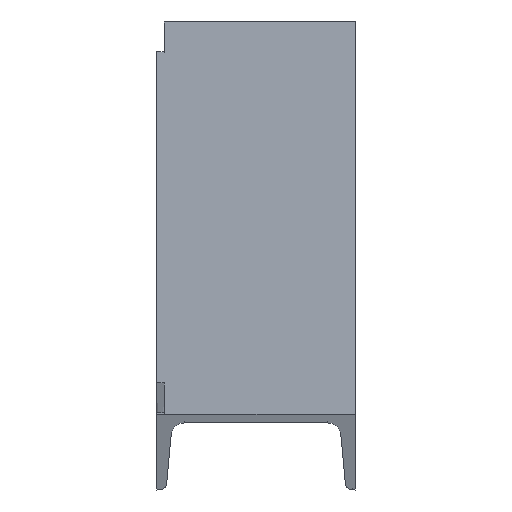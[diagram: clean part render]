
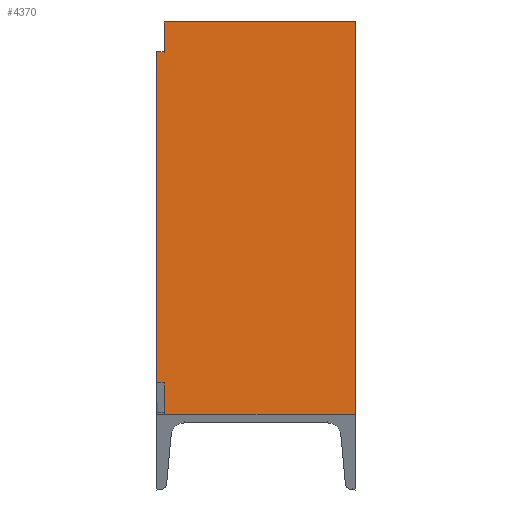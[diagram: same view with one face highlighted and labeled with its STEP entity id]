
A CAD part, left-side view. The second image highlights one B-rep face of the part: STEP entity #4370.
In plain terms, the highlighted face is planar.
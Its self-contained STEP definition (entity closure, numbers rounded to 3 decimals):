
#200=CARTESIAN_POINT('',(-32.5,90.,0.));
#210=VERTEX_POINT('',#200);
#240=CARTESIAN_POINT('',(-32.5,90.,0.));
#250=DIRECTION('',(0.,-1.,0.));
#260=VECTOR('',#250,160.);
#270=LINE('',#240,#260);
#280=CARTESIAN_POINT('',(-32.5,-70.,0.));
#290=VERTEX_POINT('',#280);
#300=EDGE_CURVE('',#210,#290,#270,.T.);
#2230=CARTESIAN_POINT('',(-32.5,84.,923.759));
#2240=VERTEX_POINT('',#2230);
#2270=CARTESIAN_POINT('',(-32.5,84.,923.759));
#2280=DIRECTION('',(0.,0.,-1.));
#2290=VECTOR('',#2280,70.008);
#2300=LINE('',#2270,#2290);
#2310=CARTESIAN_POINT('',(-32.5,84.,853.751));
#2320=VERTEX_POINT('',#2310);
#2330=EDGE_CURVE('',#2240,#2320,#2300,.T.);
#3620=CARTESIAN_POINT('',(-32.5,-70.,923.759));
#3630=VERTEX_POINT('',#3620);
#3660=CARTESIAN_POINT('',(-32.5,-70.,923.759));
#3670=DIRECTION('',(0.,1.,0.));
#3680=VECTOR('',#3670,154.);
#3690=LINE('',#3660,#3680);
#3700=EDGE_CURVE('',#3630,#2240,#3690,.T.);
#3750=CARTESIAN_POINT('',(-32.5,90.,0.));
#3760=DIRECTION('',(-1.,0.,0.));
#3770=DIRECTION('',(0.,-1.,0.));
#3780=AXIS2_PLACEMENT_3D('',#3750,#3760,#3770);
#3790=PLANE('',#3780);
#3800=CARTESIAN_POINT('',(-32.5,-70.,0.));
#3810=DIRECTION('',(0.,0.,1.));
#3820=VECTOR('',#3810,923.759);
#3830=LINE('',#3800,#3820);
#3840=EDGE_CURVE('',#290,#3630,#3830,.T.);
#3850=ORIENTED_EDGE('',*,*,#3840,.T.);
#3860=ORIENTED_EDGE('',*,*,#300,.T.);
#3870=CARTESIAN_POINT('',(-32.5,90.,0.));
#3880=DIRECTION('',(0.,0.,1.));
#3890=VECTOR('',#3880,3.516);
#3900=LINE('',#3870,#3890);
#3910=CARTESIAN_POINT('',(-32.5,90.,3.516));
#3920=VERTEX_POINT('',#3910);
#3930=EDGE_CURVE('',#210,#3920,#3900,.T.);
#3940=ORIENTED_EDGE('',*,*,#3930,.F.);
#3950=CARTESIAN_POINT('',(-32.5,84.,3.516));
#3960=DIRECTION('',(0.,1.,0.));
#3970=VECTOR('',#3960,6.);
#3980=LINE('',#3950,#3970);
#3990=CARTESIAN_POINT('',(-32.5,84.,3.516));
#4000=VERTEX_POINT('',#3990);
#4010=EDGE_CURVE('',#4000,#3920,#3980,.T.);
#4020=ORIENTED_EDGE('',*,*,#4010,.T.);
#4030=CARTESIAN_POINT('',(-32.5,84.,3.516));
#4040=DIRECTION('',(0.,0.,1.));
#4050=VECTOR('',#4040,70.022);
#4060=LINE('',#4030,#4050);
#4070=CARTESIAN_POINT('',(-32.5,84.,73.538));
#4080=VERTEX_POINT('',#4070);
#4090=EDGE_CURVE('',#4000,#4080,#4060,.T.);
#4100=ORIENTED_EDGE('',*,*,#4090,.F.);
#4110=CARTESIAN_POINT('',(-32.5,84.,73.538));
#4120=DIRECTION('',(0.,1.,0.));
#4130=VECTOR('',#4120,6.);
#4140=LINE('',#4110,#4130);
#4150=CARTESIAN_POINT('',(-32.5,90.,73.538));
#4160=VERTEX_POINT('',#4150);
#4170=EDGE_CURVE('',#4080,#4160,#4140,.T.);
#4180=ORIENTED_EDGE('',*,*,#4170,.F.);
#4190=CARTESIAN_POINT('',(-32.5,90.,73.538));
#4200=DIRECTION('',(0.,0.,1.));
#4210=VECTOR('',#4200,780.213);
#4220=LINE('',#4190,#4210);
#4230=CARTESIAN_POINT('',(-32.5,90.,853.751));
#4240=VERTEX_POINT('',#4230);
#4250=EDGE_CURVE('',#4160,#4240,#4220,.T.);
#4260=ORIENTED_EDGE('',*,*,#4250,.F.);
#4270=CARTESIAN_POINT('',(-32.5,84.,853.751));
#4280=DIRECTION('',(0.,1.,0.));
#4290=VECTOR('',#4280,6.);
#4300=LINE('',#4270,#4290);
#4310=EDGE_CURVE('',#2320,#4240,#4300,.T.);
#4320=ORIENTED_EDGE('',*,*,#4310,.T.);
#4330=ORIENTED_EDGE('',*,*,#2330,.T.);
#4340=ORIENTED_EDGE('',*,*,#3700,.T.);
#4350=EDGE_LOOP('',(#4340,#4330,#4320,#4260,#4180,#4100,#4020,#3940,
#3860,#3850));
#4360=FACE_OUTER_BOUND('',#4350,.T.);
#4370=ADVANCED_FACE('',(#4360),#3790,.T.);
